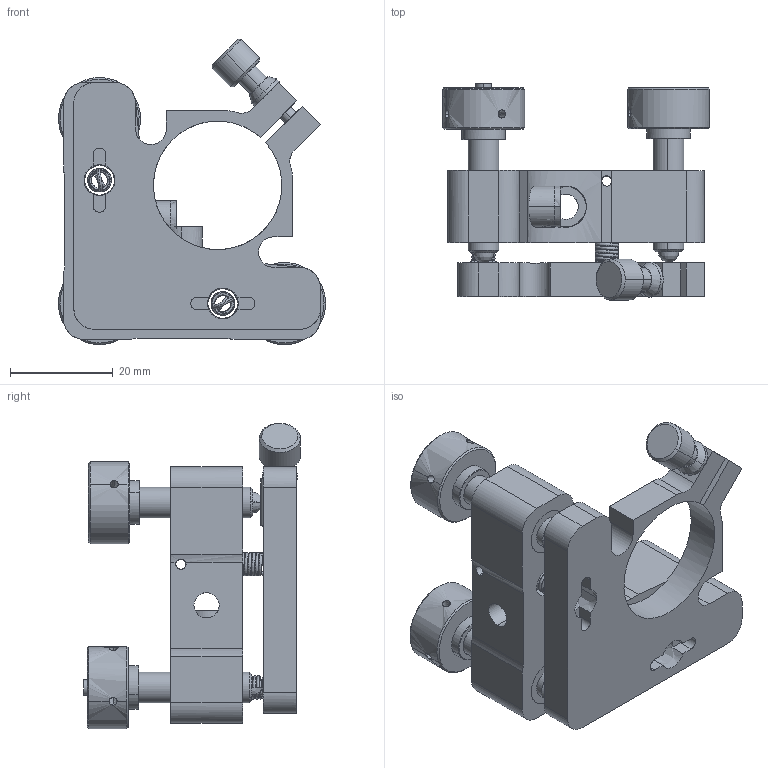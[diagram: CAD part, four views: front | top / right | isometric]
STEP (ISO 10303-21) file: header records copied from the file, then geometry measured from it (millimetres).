
FILE_DESCRIPTION(/* description */ (''),/* implementation_level */ '2;1');
FILE_NAME(/* name */ 'MMM3-RB',/* time_stamp */ '2021-08-20T18:48:39+03:00',/* author */ (''),/* organization */ (''),/* preprocessor_version */ 'ST-DEVELOPER v15',/* originating_system */ '',/* authorisation */ '');
FILE_SCHEMA (('AUTOMOTIVE_DESIGN'));
Products named in the file (12): Document; МММ3-R; МММ3-R_Substitute_1; Block 01; Block 02; Block 03; Block 04; Block 05; Block 06; Block 07; Block 08
Assembly tree (11 placements, depth 5):
  Document
    Document
      МММ3-R
        МММ3-R_Substitute_1
          Block 01
          Block 02
          Block 03
          Block 04
          Block 05
          Block 06
          Block 07
          Block 08
Bounding box: 52 x 42.17 x 59.41 mm (x, y, z)
Volume: 14002.9 mm3; surface area: 22745.2 mm2
Topology: 26 solids, 57 shells, 1028 faces, 2940 edges, 1929 vertices
Faces by surface type: bspline 1028
Entity records: 122819 total; most frequent: CARTESIAN_POINT 86359, B_SPLINE_CURVE_WITH_KNOTS 7005, ORIENTED_EDGE 5606, PCURVE 5606, DEFINITIONAL_REPRESENTATION 5606, SURFACE_CURVE 2908, EDGE_CURVE 2908, VERTEX_POINT 1923
